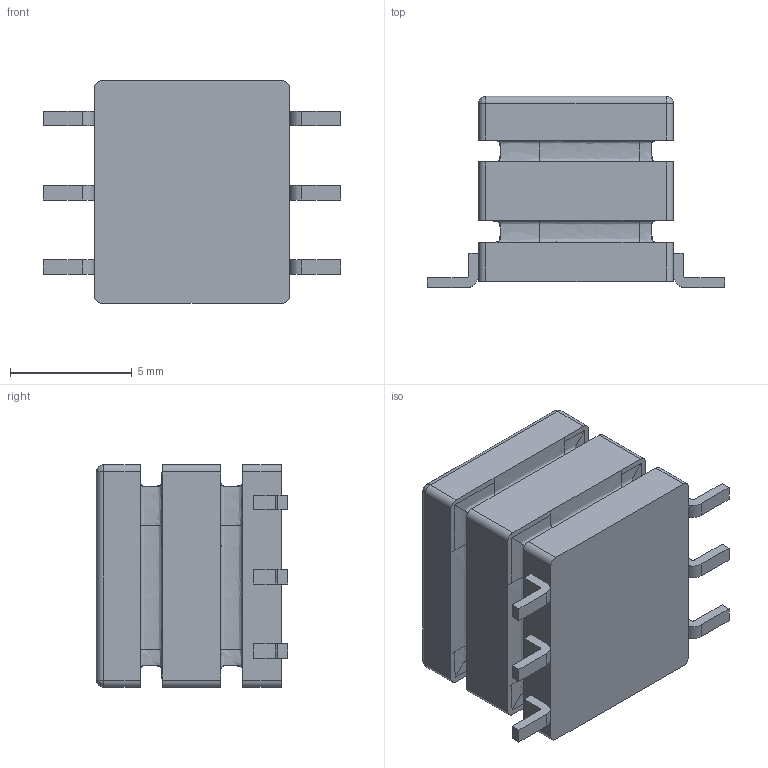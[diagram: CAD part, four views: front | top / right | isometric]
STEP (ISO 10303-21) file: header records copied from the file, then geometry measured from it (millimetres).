
FILE_DESCRIPTION (( 'STEP AP214' ), '1' );
FILE_NAME ('User Library-750313734 transformer WE-1.STEP', '2018-02-16T07:42:20', ( '' ), ( '' ), 'SwSTEP 2.0', 'SolidWorks 2018', '' );
FILE_SCHEMA (( 'AUTOMOTIVE_DESIGN' ));
Length unit declared in the file: millimetre
Products named in the file (1): User Library-750313734 transformer WE-1
Bounding box: 12.2 x 7.85 x 9.14 mm (x, y, z)
Volume: 511.6 mm3; surface area: 519.5 mm2
Topology: 1 solids, 1 shells, 130 faces, 368 edges, 232 vertices
Faces by surface type: plane 72, bspline 30, cylinder 28
Entity records: 13172 total; most frequent: CARTESIAN_POINT 9437, ORIENTED_EDGE 708, DIRECTION 556, EDGE_CURVE 354, LINE 242, VECTOR 242, VERTEX_POINT 232, AXIS2_PLACEMENT_3D 157
